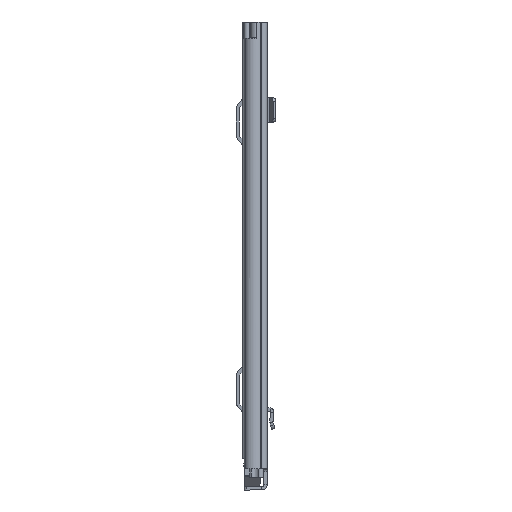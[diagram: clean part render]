
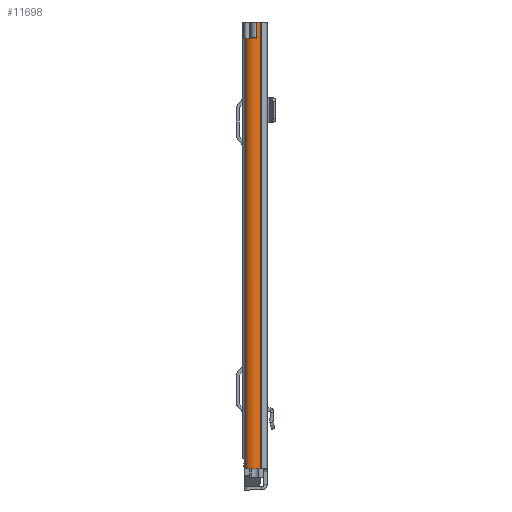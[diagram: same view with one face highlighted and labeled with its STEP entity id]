
A CAD part, front view. The second image highlights one B-rep face of the part: STEP entity #11698.
In plain terms, the highlighted cylindrical face has radius 7.6 mm (diameter 15.2 mm), a partial arc.
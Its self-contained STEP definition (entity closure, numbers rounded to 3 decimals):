
#470 = LINE ( 'NONE', #9181, #7488 ) ;
#924 = VERTEX_POINT ( 'NONE', #12255 ) ;
#1455 = DIRECTION ( 'NONE',  ( 0., 0., 1. ) ) ;
#1846 = ORIENTED_EDGE ( 'NONE', *, *, #13193, .T. ) ;
#2039 = AXIS2_PLACEMENT_3D ( 'NONE', #17123, #18512, #16930 ) ;
#2706 = AXIS2_PLACEMENT_3D ( 'NONE', #8375, #14071, #4161 ) ;
#3028 = AXIS2_PLACEMENT_3D ( 'NONE', #3851, #9567, #8159 ) ;
#3188 = VERTEX_POINT ( 'NONE', #8320 ) ;
#3240 = ORIENTED_EDGE ( 'NONE', *, *, #5140, .F. ) ;
#3519 = VERTEX_POINT ( 'NONE', #12425 ) ;
#3538 = CYLINDRICAL_SURFACE ( 'NONE', #16997, 7.6 ) ;
#3635 = CARTESIAN_POINT ( 'NONE',  ( 16.488, 35.307, -355.6 ) ) ;
#3694 = ORIENTED_EDGE ( 'NONE', *, *, #6627, .T. ) ;
#3851 = CARTESIAN_POINT ( 'NONE',  ( 10.602, 30.5, 0. ) ) ;
#4044 = VERTEX_POINT ( 'NONE', #16836 ) ;
#4153 = VECTOR ( 'NONE', #9344, 1000. ) ;
#4161 = DIRECTION ( 'NONE',  ( 1., 0., 0. ) ) ;
#4172 = LINE ( 'NONE', #15597, #18343 ) ;
#5140 = EDGE_CURVE ( 'NONE', #16753, #3188, #7700, .T. ) ;
#5262 = CARTESIAN_POINT ( 'NONE',  ( 16.488, 35.307, -12.2 ) ) ;
#6155 = DIRECTION ( 'NONE',  ( 0., 0., -1. ) ) ;
#6231 = EDGE_CURVE ( 'NONE', #16753, #16576, #14771, .T. ) ;
#6627 = EDGE_CURVE ( 'NONE', #16576, #4044, #12549, .T. ) ;
#7055 = EDGE_CURVE ( 'NONE', #3519, #924, #17101, .T. ) ;
#7203 = CARTESIAN_POINT ( 'NONE',  ( 16.488, 35.307, -339.6 ) ) ;
#7488 = VECTOR ( 'NONE', #6155, 1000. ) ;
#7700 = CIRCLE ( 'NONE', #2039, 7.6 ) ;
#7919 = DIRECTION ( 'NONE',  ( 0., 0., 1. ) ) ;
#8159 = DIRECTION ( 'NONE',  ( 1., 0., 0. ) ) ;
#8320 = CARTESIAN_POINT ( 'NONE',  ( 8.413, 37.778, -12.2 ) ) ;
#8375 = CARTESIAN_POINT ( 'NONE',  ( 10.602, 30.5, -339.6 ) ) ;
#9101 = EDGE_LOOP ( 'NONE', ( #3240, #13087, #3694, #15992, #11108, #1846 ) ) ;
#9181 = CARTESIAN_POINT ( 'NONE',  ( 8.413, 37.778, -355.6 ) ) ;
#9344 = DIRECTION ( 'NONE',  ( 0., 0., -1. ) ) ;
#9567 = DIRECTION ( 'NONE',  ( 0., 0., -1. ) ) ;
#9709 = EDGE_CURVE ( 'NONE', #4044, #3519, #4172, .T. ) ;
#10647 = CARTESIAN_POINT ( 'NONE',  ( 10.602, 30.5, -355.6 ) ) ;
#11108 = ORIENTED_EDGE ( 'NONE', *, *, #7055, .T. ) ;
#11698 = ADVANCED_FACE ( 'NONE', ( #12130 ), #3538, .T. ) ;
#12130 = FACE_OUTER_BOUND ( 'NONE', #9101, .T. ) ;
#12255 = CARTESIAN_POINT ( 'NONE',  ( 8.413, 37.778, 0. ) ) ;
#12425 = CARTESIAN_POINT ( 'NONE',  ( 5.244, 35.891, 0. ) ) ;
#12549 = CIRCLE ( 'NONE', #2706, 7.6 ) ;
#13087 = ORIENTED_EDGE ( 'NONE', *, *, #6231, .T. ) ;
#13193 = EDGE_CURVE ( 'NONE', #924, #3188, #470, .T. ) ;
#14071 = DIRECTION ( 'NONE',  ( 0., 0., 1. ) ) ;
#14771 = LINE ( 'NONE', #3635, #4153 ) ;
#15597 = CARTESIAN_POINT ( 'NONE',  ( 5.244, 35.891, -355.6 ) ) ;
#15992 = ORIENTED_EDGE ( 'NONE', *, *, #9709, .T. ) ;
#16576 = VERTEX_POINT ( 'NONE', #7203 ) ;
#16753 = VERTEX_POINT ( 'NONE', #5262 ) ;
#16836 = CARTESIAN_POINT ( 'NONE',  ( 5.244, 35.891, -339.6 ) ) ;
#16930 = DIRECTION ( 'NONE',  ( 1., 0., 0. ) ) ;
#16997 = AXIS2_PLACEMENT_3D ( 'NONE', #10647, #7919, #17879 ) ;
#17101 = CIRCLE ( 'NONE', #3028, 7.6 ) ;
#17123 = CARTESIAN_POINT ( 'NONE',  ( 10.602, 30.5, -12.2 ) ) ;
#17879 = DIRECTION ( 'NONE',  ( 1., 0., 0. ) ) ;
#18343 = VECTOR ( 'NONE', #1455, 1000. ) ;
#18512 = DIRECTION ( 'NONE',  ( 0., 0., 1. ) ) ;
